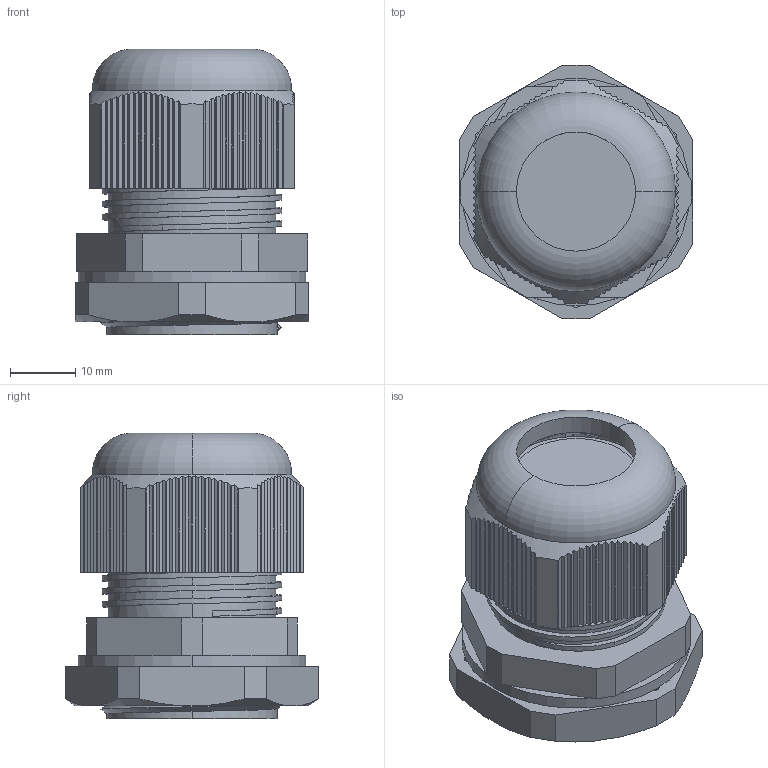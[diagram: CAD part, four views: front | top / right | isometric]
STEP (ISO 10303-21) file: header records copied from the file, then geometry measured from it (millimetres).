
FILE_DESCRIPTION (( 'STEP AP203' ), '1' );
FILE_NAME ('Ñàëüíèê PG21.STEP', '2017-01-10T11:20:54', ( 'kuryshev' ), ( '' ), 'SwSTEP 2.0', 'SolidWorks 2010', '' );
FILE_SCHEMA (( 'CONFIG_CONTROL_DESIGN' ));
Length unit declared in the file: millimetre
Products named in the file (1): Ñàëüíèê PG21
Bounding box: 35.8 x 39 x 43.9 mm (x, y, z)
Volume: 17618.3 mm3; surface area: 20633.9 mm2
Topology: 5 solids, 5 shells, 553 faces, 1552 edges, 1027 vertices
Faces by surface type: plane 408, cylinder 89, torus 21, bspline 21, cone 14
Entity records: 26504 total; most frequent: CARTESIAN_POINT 13083, ORIENTED_EDGE 3104, DIRECTION 2339, EDGE_CURVE 1552, VERTEX_POINT 1027, VECTOR 871, LINE 871, AXIS2_PLACEMENT_3D 734
